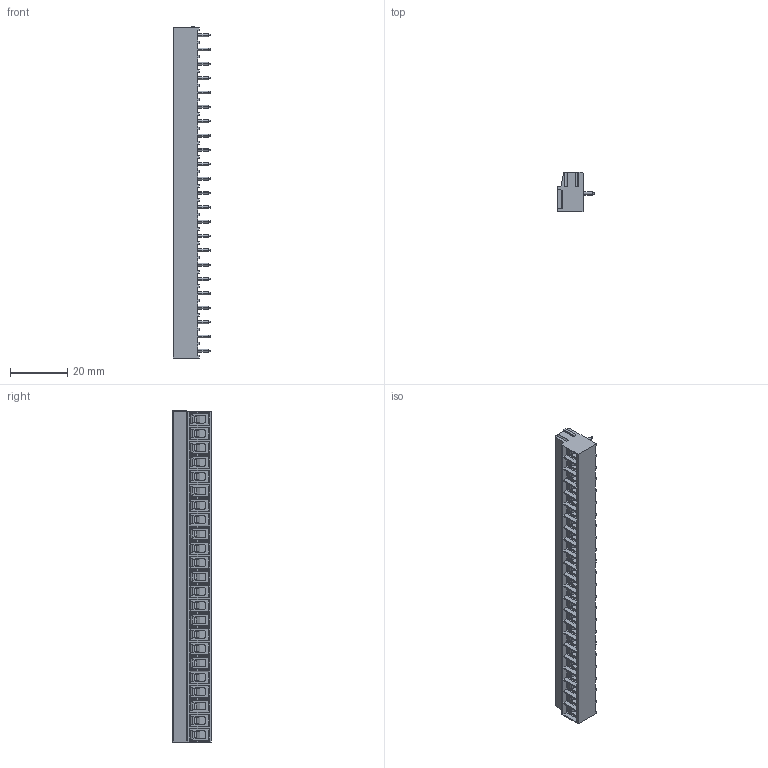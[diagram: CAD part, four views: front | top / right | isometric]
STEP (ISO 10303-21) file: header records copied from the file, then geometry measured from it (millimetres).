
FILE_DESCRIPTION((''),'2;1');
FILE_NAME('PRT0051','2024-11-08T',('yanfa'),(''),'PRO/ENGINEER BY PARAMETRIC TECHNOLOGY CORPORATION, 2009280','PRO/ENGINEER BY PARAMETRIC TECHNOLOGY CORPORATION, 2009280','');
FILE_SCHEMA(('AUTOMOTIVE_DESIGN_CC2 { 1 2 10303 214 -1 1 5 2 }'));
Length unit declared in the file: millimetre
Products named in the file (1): PRT0051
Bounding box: 13.1 x 13.5 x 115.68 mm (x, y, z)
Volume: 9674.6 mm3; surface area: 10012.4 mm2
Topology: 1 solids, 1 shells, 1776 faces, 4658 edges, 2998 vertices
Faces by surface type: plane 1006, cylinder 586, cone 138, torus 46
Entity records: 55010 total; most frequent: CARTESIAN_POINT 10257, DIRECTION 9382, ORIENTED_EDGE 9316, EDGE_CURVE 4658, AXIS2_PLACEMENT_3D 3132, VECTOR 3118, LINE 3118, VERTEX_POINT 2998
